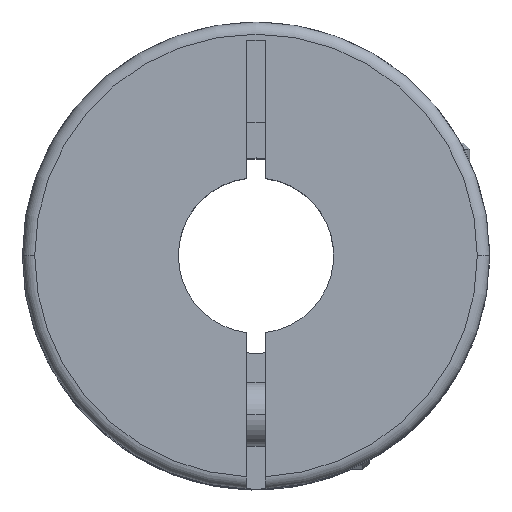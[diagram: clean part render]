
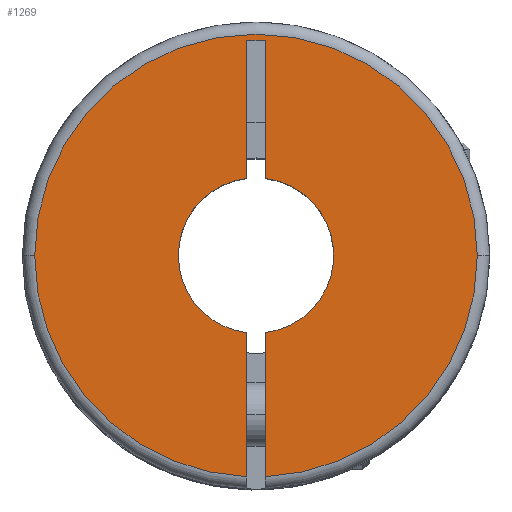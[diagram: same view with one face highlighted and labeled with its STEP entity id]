
A CAD part, top view. The second image highlights one B-rep face of the part: STEP entity #1269.
In plain terms, the highlighted planar face has unit normal (0, 0, 1).
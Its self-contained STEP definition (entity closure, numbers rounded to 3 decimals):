
#22 = AXIS2_PLACEMENT_3D ( 'NONE', #974, #2170, #1584 ) ;
#67 = VECTOR ( 'NONE', #1118, 1000. ) ;
#73 = DIRECTION ( 'NONE',  ( 0., 0., -1. ) ) ;
#110 = CARTESIAN_POINT ( 'NONE',  ( 0.375, 3.153, 0. ) ) ;
#147 = LINE ( 'NONE', #2842, #190 ) ;
#190 = VECTOR ( 'NONE', #3750, 1000. ) ;
#300 = VERTEX_POINT ( 'NONE', #980 ) ;
#341 = DIRECTION ( 'NONE',  ( 0., 0., -1. ) ) ;
#388 = VERTEX_POINT ( 'NONE', #110 ) ;
#393 = LINE ( 'NONE', #2789, #3156 ) ;
#436 = EDGE_LOOP ( 'NONE', ( #2377, #2520, #2790, #1765, #3333, #2809, #3860, #1627, #2267, #1441, #2663 ) ) ;
#455 = AXIS2_PLACEMENT_3D ( 'NONE', #3616, #910, #573 ) ;
#573 = DIRECTION ( 'NONE',  ( -1., 0., 0. ) ) ;
#618 = DIRECTION ( 'NONE',  ( -1., 0., 0. ) ) ;
#627 = DIRECTION ( 'NONE',  ( 0., 0., -1. ) ) ;
#676 = CIRCLE ( 'NONE', #2879, 3.175 ) ;
#748 = EDGE_CURVE ( 'NONE', #3548, #300, #676, .T. ) ;
#807 = CARTESIAN_POINT ( 'NONE',  ( -0.375, -3.153, 0. ) ) ;
#827 = AXIS2_PLACEMENT_3D ( 'NONE', #1902, #73, #1279 ) ;
#910 = DIRECTION ( 'NONE',  ( 0., 0., -1. ) ) ;
#924 = DIRECTION ( 'NONE',  ( -1., 0., 0. ) ) ;
#930 = CARTESIAN_POINT ( 'NONE',  ( 0., 0., 0. ) ) ;
#968 = VERTEX_POINT ( 'NONE', #1385 ) ;
#974 = CARTESIAN_POINT ( 'NONE',  ( 0., 0., 0. ) ) ;
#980 = CARTESIAN_POINT ( 'NONE',  ( -3.175, 0., 0. ) ) ;
#1118 = DIRECTION ( 'NONE',  ( -1., 0., 0. ) ) ;
#1149 = EDGE_CURVE ( 'NONE', #388, #968, #1784, .T. ) ;
#1241 = CARTESIAN_POINT ( 'NONE',  ( 0., 0., 0. ) ) ;
#1256 = FACE_OUTER_BOUND ( 'NONE', #436, .T. ) ;
#1269 = ADVANCED_FACE ( 'NONE', ( #1256 ), #1859, .F. ) ;
#1279 = DIRECTION ( 'NONE',  ( -1., 0., 0. ) ) ;
#1385 = CARTESIAN_POINT ( 'NONE',  ( 0.375, 8.8, 0. ) ) ;
#1441 = ORIENTED_EDGE ( 'NONE', *, *, #2318, .F. ) ;
#1481 = CARTESIAN_POINT ( 'NONE',  ( 0.375, -9.042, 0. ) ) ;
#1485 = DIRECTION ( 'NONE',  ( 0., 1., 0. ) ) ;
#1516 = VERTEX_POINT ( 'NONE', #1481 ) ;
#1521 = DIRECTION ( 'NONE',  ( 0., 0., -1. ) ) ;
#1550 = VERTEX_POINT ( 'NONE', #2937 ) ;
#1584 = DIRECTION ( 'NONE',  ( 0., -1., 0. ) ) ;
#1591 = DIRECTION ( 'NONE',  ( -1., 0., 0. ) ) ;
#1627 = ORIENTED_EDGE ( 'NONE', *, *, #3691, .T. ) ;
#1652 = CIRCLE ( 'NONE', #455, 3.175 ) ;
#1701 = DIRECTION ( 'NONE',  ( 0., -1., 0. ) ) ;
#1710 = AXIS2_PLACEMENT_3D ( 'NONE', #3869, #341, #924 ) ;
#1725 = CARTESIAN_POINT ( 'NONE',  ( 0.375, 8.8, 0. ) ) ;
#1756 = EDGE_CURVE ( 'NONE', #968, #3872, #3219, .T. ) ;
#1765 = ORIENTED_EDGE ( 'NONE', *, *, #3045, .T. ) ;
#1784 = LINE ( 'NONE', #2986, #2691 ) ;
#1840 = VECTOR ( 'NONE', #1701, 1000. ) ;
#1859 = PLANE ( 'NONE',  #22 ) ;
#1902 = CARTESIAN_POINT ( 'NONE',  ( 0., 0., 0. ) ) ;
#1980 = EDGE_CURVE ( 'NONE', #1516, #3054, #147, .T. ) ;
#2170 = DIRECTION ( 'NONE',  ( 0., 0., -1. ) ) ;
#2175 = VERTEX_POINT ( 'NONE', #2617 ) ;
#2227 = VERTEX_POINT ( 'NONE', #2738 ) ;
#2267 = ORIENTED_EDGE ( 'NONE', *, *, #1980, .F. ) ;
#2318 = EDGE_CURVE ( 'NONE', #1550, #1516, #2899, .T. ) ;
#2377 = ORIENTED_EDGE ( 'NONE', *, *, #2989, .F. ) ;
#2403 = CIRCLE ( 'NONE', #1710, 9.05 ) ;
#2429 = DIRECTION ( 'NONE',  ( 0., 0., -1. ) ) ;
#2471 = CARTESIAN_POINT ( 'NONE',  ( 0.375, -3.153, 0. ) ) ;
#2475 = DIRECTION ( 'NONE',  ( 0., -1., 0. ) ) ;
#2520 = ORIENTED_EDGE ( 'NONE', *, *, #3149, .F. ) ;
#2542 = LINE ( 'NONE', #3159, #1840 ) ;
#2617 = CARTESIAN_POINT ( 'NONE',  ( -0.375, -9.042, 0. ) ) ;
#2663 = ORIENTED_EDGE ( 'NONE', *, *, #3579, .F. ) ;
#2691 = VECTOR ( 'NONE', #1485, 1000. ) ;
#2738 = CARTESIAN_POINT ( 'NONE',  ( -9.05, 0., 0. ) ) ;
#2789 = CARTESIAN_POINT ( 'NONE',  ( -0.375, 8.8, 0. ) ) ;
#2790 = ORIENTED_EDGE ( 'NONE', *, *, #748, .T. ) ;
#2809 = ORIENTED_EDGE ( 'NONE', *, *, #1756, .F. ) ;
#2842 = CARTESIAN_POINT ( 'NONE',  ( 0.375, -9.55, 0. ) ) ;
#2879 = AXIS2_PLACEMENT_3D ( 'NONE', #3624, #2429, #3693 ) ;
#2899 = CIRCLE ( 'NONE', #3599, 9.05 ) ;
#2937 = CARTESIAN_POINT ( 'NONE',  ( 9.05, 0., 0. ) ) ;
#2986 = CARTESIAN_POINT ( 'NONE',  ( 0.375, -9.55, 0. ) ) ;
#2989 = EDGE_CURVE ( 'NONE', #2175, #2227, #3151, .T. ) ;
#3045 = EDGE_CURVE ( 'NONE', #300, #3205, #3795, .T. ) ;
#3054 = VERTEX_POINT ( 'NONE', #2471 ) ;
#3149 = EDGE_CURVE ( 'NONE', #3548, #2175, #2542, .T. ) ;
#3151 = CIRCLE ( 'NONE', #3605, 9.05 ) ;
#3156 = VECTOR ( 'NONE', #2475, 1000. ) ;
#3159 = CARTESIAN_POINT ( 'NONE',  ( -0.375, 8.8, 0. ) ) ;
#3205 = VERTEX_POINT ( 'NONE', #3803 ) ;
#3219 = LINE ( 'NONE', #1725, #67 ) ;
#3333 = ORIENTED_EDGE ( 'NONE', *, *, #3753, .F. ) ;
#3525 = CARTESIAN_POINT ( 'NONE',  ( -0.375, 8.8, 0. ) ) ;
#3548 = VERTEX_POINT ( 'NONE', #807 ) ;
#3579 = EDGE_CURVE ( 'NONE', #2227, #1550, #2403, .T. ) ;
#3599 = AXIS2_PLACEMENT_3D ( 'NONE', #930, #1521, #618 ) ;
#3605 = AXIS2_PLACEMENT_3D ( 'NONE', #1241, #627, #1591 ) ;
#3616 = CARTESIAN_POINT ( 'NONE',  ( 0., 0., 0. ) ) ;
#3624 = CARTESIAN_POINT ( 'NONE',  ( 0., 0., 0. ) ) ;
#3691 = EDGE_CURVE ( 'NONE', #388, #3054, #1652, .T. ) ;
#3693 = DIRECTION ( 'NONE',  ( -1., 0., 0. ) ) ;
#3750 = DIRECTION ( 'NONE',  ( 0., 1., 0. ) ) ;
#3753 = EDGE_CURVE ( 'NONE', #3872, #3205, #393, .T. ) ;
#3795 = CIRCLE ( 'NONE', #827, 3.175 ) ;
#3803 = CARTESIAN_POINT ( 'NONE',  ( -0.375, 3.153, 0. ) ) ;
#3860 = ORIENTED_EDGE ( 'NONE', *, *, #1149, .F. ) ;
#3869 = CARTESIAN_POINT ( 'NONE',  ( 0., 0., 0. ) ) ;
#3872 = VERTEX_POINT ( 'NONE', #3525 ) ;
